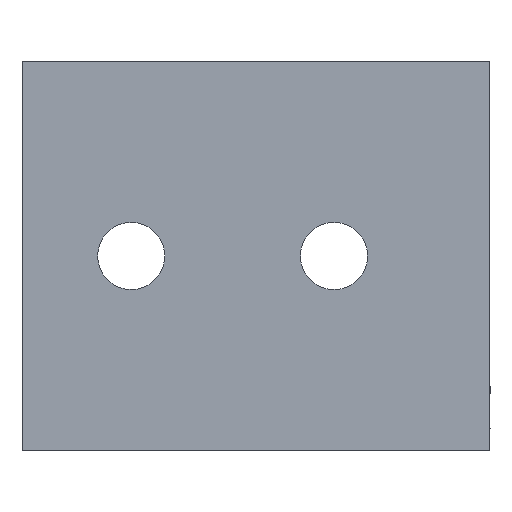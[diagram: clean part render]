
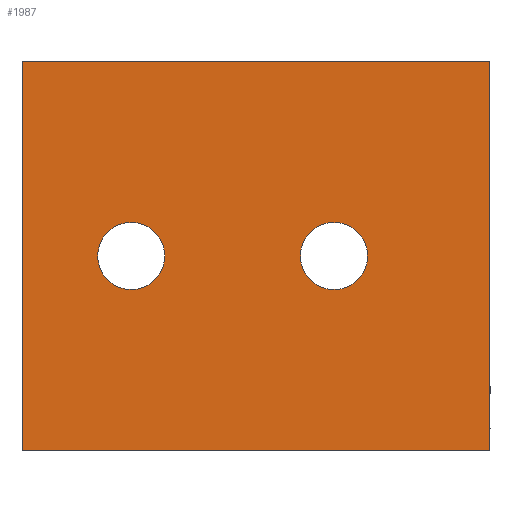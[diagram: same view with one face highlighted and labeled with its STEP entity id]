
A CAD part, front view. The second image highlights one B-rep face of the part: STEP entity #1987.
In plain terms, the highlighted planar face has unit normal (0, -1, 0).
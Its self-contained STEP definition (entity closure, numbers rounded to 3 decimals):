
#17=FACE_BOUND('',#276,.T.);
#18=FACE_BOUND('',#277,.T.);
#25=PLANE('',#2125);
#42=CIRCLE('',#2113,2.15);
#44=CIRCLE('',#2116,2.15);
#157=FACE_OUTER_BOUND('',#275,.T.);
#275=EDGE_LOOP('',(#1751,#1752,#1753,#1754));
#276=EDGE_LOOP('',(#1755));
#277=EDGE_LOOP('',(#1756));
#559=LINE('',#8281,#671);
#563=LINE('',#8289,#675);
#566=LINE('',#8295,#678);
#567=LINE('',#8296,#679);
#671=VECTOR('',#2469,10.);
#675=VECTOR('',#2475,10.);
#678=VECTOR('',#2480,10.);
#679=VECTOR('',#2481,10.);
#860=VERTEX_POINT('',#5455);
#862=VERTEX_POINT('',#5461);
#863=VERTEX_POINT('',#8279);
#864=VERTEX_POINT('',#8280);
#867=VERTEX_POINT('',#8288);
#869=VERTEX_POINT('',#8294);
#1141=EDGE_CURVE('',#860,#860,#42,.T.);
#1144=EDGE_CURVE('',#862,#862,#44,.T.);
#1159=EDGE_CURVE('',#863,#864,#559,.T.);
#1163=EDGE_CURVE('',#863,#867,#563,.T.);
#1166=EDGE_CURVE('',#864,#869,#566,.T.);
#1167=EDGE_CURVE('',#867,#869,#567,.T.);
#1751=ORIENTED_EDGE('',*,*,#1159,.T.);
#1752=ORIENTED_EDGE('',*,*,#1166,.T.);
#1753=ORIENTED_EDGE('',*,*,#1167,.F.);
#1754=ORIENTED_EDGE('',*,*,#1163,.F.);
#1755=ORIENTED_EDGE('',*,*,#1141,.T.);
#1756=ORIENTED_EDGE('',*,*,#1144,.T.);
#1987=ADVANCED_FACE('',(#157,#17,#18),#25,.T.);
#2113=AXIS2_PLACEMENT_3D('',#5457,#2446,#2447);
#2116=AXIS2_PLACEMENT_3D('',#5463,#2453,#2454);
#2125=AXIS2_PLACEMENT_3D('',#8293,#2478,#2479);
#2446=DIRECTION('center_axis',(0.,1.,0.));
#2447=DIRECTION('ref_axis',(-1.,0.,0.));
#2453=DIRECTION('center_axis',(0.,1.,0.));
#2454=DIRECTION('ref_axis',(-1.,0.,0.));
#2469=DIRECTION('',(0.,0.,1.));
#2475=DIRECTION('',(-1.,0.,0.));
#2478=DIRECTION('center_axis',(0.,-1.,0.));
#2479=DIRECTION('ref_axis',(0.,0.,
1.));
#2480=DIRECTION('',(-1.,0.,0.));
#2481=DIRECTION('',(0.,0.,1.));
#5455=CARTESIAN_POINT('',(26.65,96.,-285.));
#5457=CARTESIAN_POINT('Origin',(24.5,96.,-285.));
#5461=CARTESIAN_POINT('',(39.65,96.,-285.));
#5463=CARTESIAN_POINT('Origin',(37.5,96.,-285.));
#8279=CARTESIAN_POINT('',(47.5,96.,-297.5));
#8280=CARTESIAN_POINT('',(47.5,96.,-272.5));
#8281=CARTESIAN_POINT('',(47.5,96.,-291.25));
#8288=CARTESIAN_POINT('',(17.5,96.,-297.5));
#8289=CARTESIAN_POINT('',(52.5,96.,-297.5));
#8293=CARTESIAN_POINT('Origin',(52.5,96.,-297.5));
#8294=CARTESIAN_POINT('',(17.5,96.,-272.5));
#8295=CARTESIAN_POINT('',(52.5,96.,-272.5));
#8296=CARTESIAN_POINT('',(17.5,96.,-272.5));
